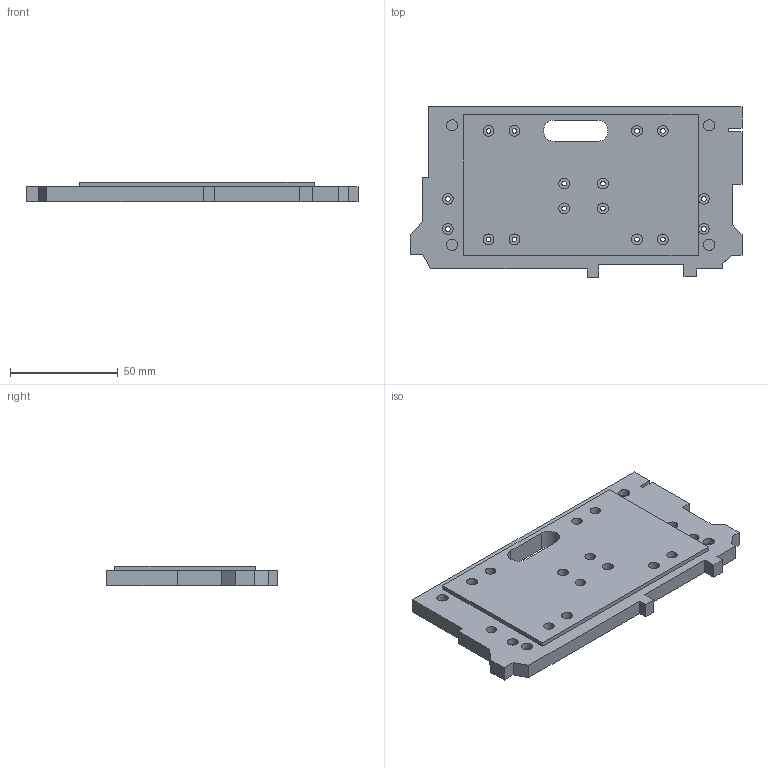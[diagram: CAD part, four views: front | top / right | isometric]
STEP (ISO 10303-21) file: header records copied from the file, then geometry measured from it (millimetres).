
FILE_DESCRIPTION (( 'STEP AP203' ), '1' );
FILE_NAME ('CAM_COVER_BASE.STEP', '2025-10-27T07:17:38', ( '' ), ( '' ), 'SwSTEP 2.0', 'SolidWorks 2022', '' );
FILE_SCHEMA (( 'CONFIG_CONTROL_DESIGN' ));
Length unit declared in the file: millimetre
Products named in the file (1): CAM_COVER_BASE
Bounding box: 154.33 x 79.39 x 9 mm (x, y, z)
Volume: 86543.6 mm3; surface area: 27886.3 mm2
Topology: 1 solids, 1 shells, 132 faces, 327 edges, 218 vertices
Faces by surface type: cylinder 74, plane 58
Entity records: 4124 total; most frequent: DIRECTION 741, CARTESIAN_POINT 678, ORIENTED_EDGE 654, EDGE_CURVE 327, AXIS2_PLACEMENT_3D 281, VERTEX_POINT 218, EDGE_LOOP 187, VECTOR 179
